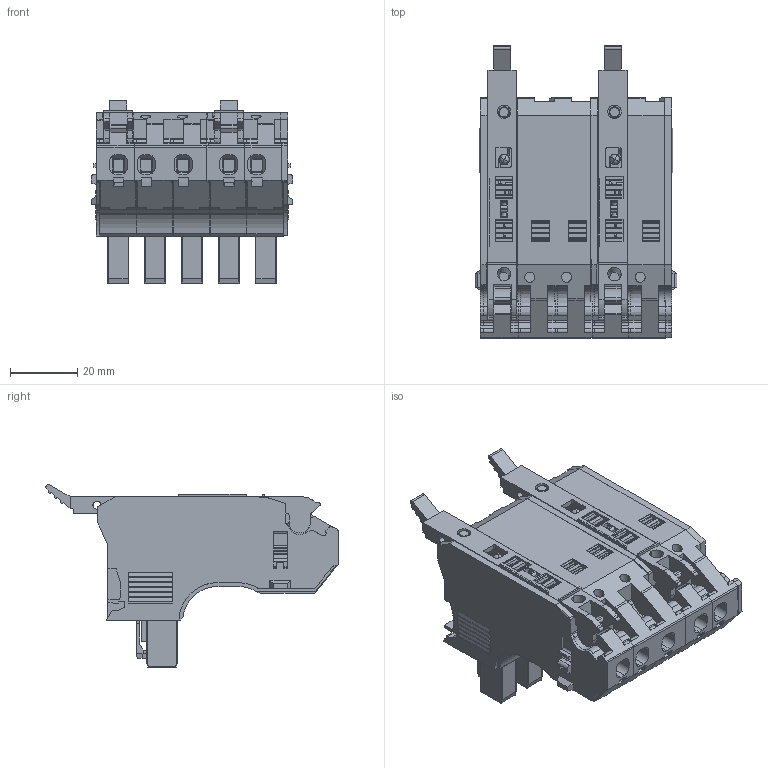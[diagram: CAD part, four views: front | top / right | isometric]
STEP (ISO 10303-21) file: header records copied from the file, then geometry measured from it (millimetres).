
FILE_DESCRIPTION(('CATIA V5 STEP Exchange','CAx-IF Rec.Pracs.--- Model Styling and Organization---1.4--- 2014-01-23'),'2;1');
FILE_NAME ('009946-1_2_1252210000_1252210000.stp','2019-08-23T09:39:33+00:00',('none'),('Weidmueller'),'CATIA Version 5-6 Release 2016 SP3 HF44','CATIA V5 STEP AP214','none');
FILE_SCHEMA(('AUTOMOTIVE_DESIGN { 1 0 10303 214 1 1 1 1 }'));
Products named in the file (1): 1252210000
Bounding box: 60.05 x 86.92 x 54.5 mm (x, y, z)
Volume: 99970.3 mm3; surface area: 43892.4 mm2
Topology: 11 solids, 18 shells, 3415 faces, 10399 edges, 6955 vertices
Faces by surface type: plane 2078, cylinder 932, extrusion 169, cone 79, torus 78, sphere 48, bspline 31
Entity records: 120342 total; most frequent: CARTESIAN_POINT 29321, ORIENTED_EDGE 20702, DIRECTION 15249, EDGE_CURVE 10351, VECTOR 7946, LINE 7777, VERTEX_POINT 6955, AXIS2_PLACEMENT_3D 4500
